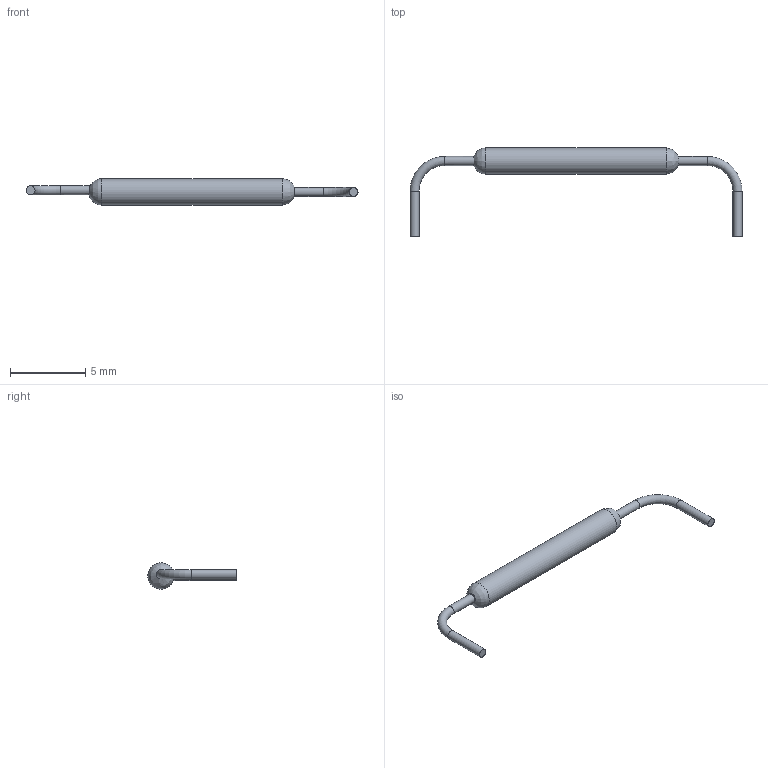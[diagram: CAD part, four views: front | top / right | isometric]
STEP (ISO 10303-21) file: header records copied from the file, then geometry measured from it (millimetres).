
FILE_DESCRIPTION(/* description */ (''),/* implementation_level */ '2;1');
FILE_NAME(/* name */ 'KLS7-3050.stp',/* time_stamp */ '2014-08-18T10:56:38+03:00',/* author */ ('Vladimir'),/* organization */ (''),/* preprocessor_version */ 'ST-DEVELOPER v15.6',/* originating_system */ 'Autodesk Inventor 2015',/* authorisation */ '');
FILE_SCHEMA (('AUTOMOTIVE_DESIGN { 1 0 10303 214 3 1 1 }'));
Length unit declared in the file: millimetre
Products named in the file (1): KLS7-3050
Bounding box: 22.09 x 5.88 x 1.75 mm (x, y, z)
Volume: 11.3 mm3; surface area: 206.4 mm2
Topology: 1 solids, 2 shells, 62 faces, 162 edges, 104 vertices
Faces by surface type: plane 28, cylinder 28, bspline 4, torus 2
Full cylindrical faces by diameter (mm): 0.6 x6, 1.652 x1, 1.752 x1
Entity records: 2122 total; most frequent: CARTESIAN_POINT 507, DIRECTION 322, ORIENTED_EDGE 304, EDGE_CURVE 152, AXIS2_PLACEMENT_3D 119, VERTEX_POINT 104, LINE 84, VECTOR 84
